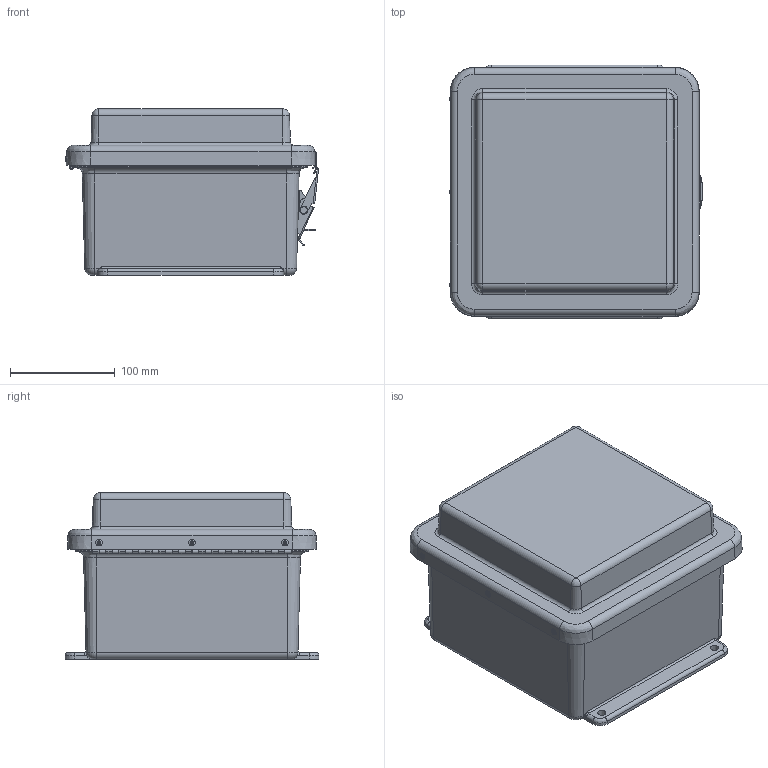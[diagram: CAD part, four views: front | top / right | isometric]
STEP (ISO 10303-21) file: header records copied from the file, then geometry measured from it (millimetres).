
FILE_DESCRIPTION (( 'STEP AP214' ), '1' );
FILE_NAME ('MR808HPL.STEP', '2018-11-06T23:01:27', ( '' ), ( '' ), 'SwSTEP 2.0', 'SolidWorks 2018', '' );
FILE_SCHEMA (( 'AUTOMOTIVE_DESIGN' ));
Length unit declared in the file: inch
Products named in the file (1): MR808HPL
Bounding box: 242.03 x 242.86 x 159.06 mm (x, y, z)
Volume: 923151.5 mm3; surface area: 529559.2 mm2
Topology: 25 solids, 25 shells, 823 faces, 1996 edges, 1254 vertices
Faces by surface type: cylinder 327, plane 300, bspline 136, cone 48, torus 12
Full cylindrical faces by diameter (mm): 2.159 x31, 2.64 x4, 3.048 x1, 3.175 x9, 3.302 x2, 3.327 x6, 3.429 x9, 3.556 x12, 3.861 x8, 3.962 x7, 4.306 x2, 5.537 x4, 6.35 x5, 6.858 x4, 7.62 x2, 9.525 x1
Entity records: 40830 total; most frequent: CARTESIAN_POINT 11600, ORIENTED_EDGE 3700, DIRECTION 3535, EDGE_CURVE 1850, AXIS2_PLACEMENT_3D 1320, VERTEX_POINT 1235, EDGE_LOOP 1123, FACE_OUTER_BOUND 938
